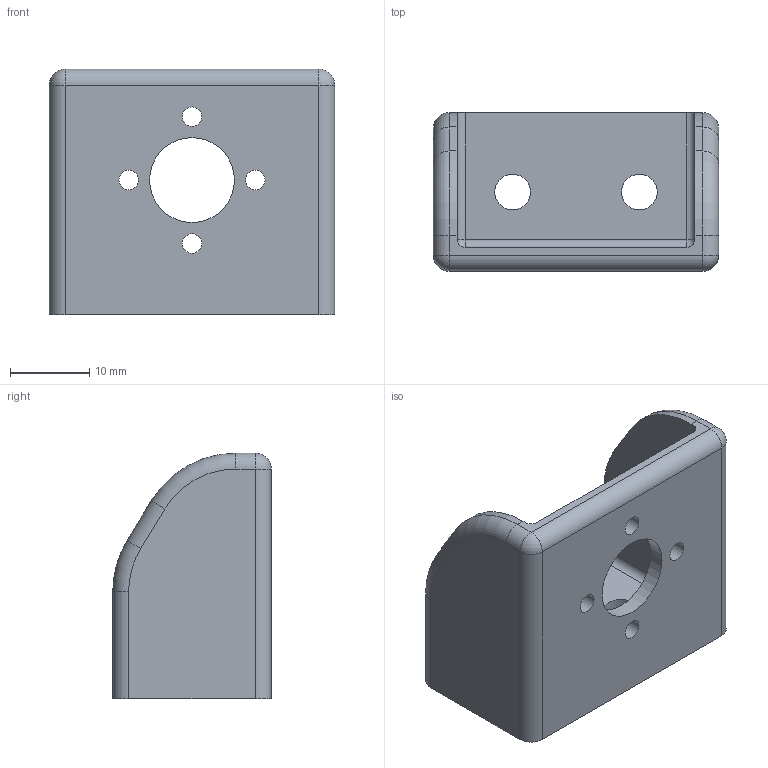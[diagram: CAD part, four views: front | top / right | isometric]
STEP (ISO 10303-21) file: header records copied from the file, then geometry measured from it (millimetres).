
FILE_DESCRIPTION(/* description */ (''),/* implementation_level */ '2;1');
FILE_NAME(/* name */ 'Z Leadscrew Nut Mount.stp',/* time_stamp */ '2019-04-02T19:24:33+01:00',/* author */ ('Ax'),/* organization */ (''),/* preprocessor_version */ 'ST-DEVELOPER v17.2',/* originating_system */ 'Autodesk Inventor 2019',/* authorisation */ '');
FILE_SCHEMA (('AUTOMOTIVE_DESIGN { 1 0 10303 214 3 1 1 }'));
Length unit declared in the file: millimetre
Products named in the file (1): Z Leadscrew Nut Mount1
Bounding box: 36 x 20 x 31 mm (x, y, z)
Volume: 6789.1 mm3; surface area: 5333 mm2
Topology: 1 solids, 1 shells, 47 faces, 118 edges, 74 vertices
Faces by surface type: cylinder 26, plane 13, sphere 4, torus 4
Full cylindrical faces by diameter (mm): 2.459 x4, 4.5 x2, 10.7 x1, 22.5 x1
Entity records: 1491 total; most frequent: DIRECTION 276, CARTESIAN_POINT 240, ORIENTED_EDGE 236, EDGE_CURVE 118, AXIS2_PLACEMENT_3D 110, VERTEX_POINT 74, EDGE_LOOP 62, CIRCLE 62
